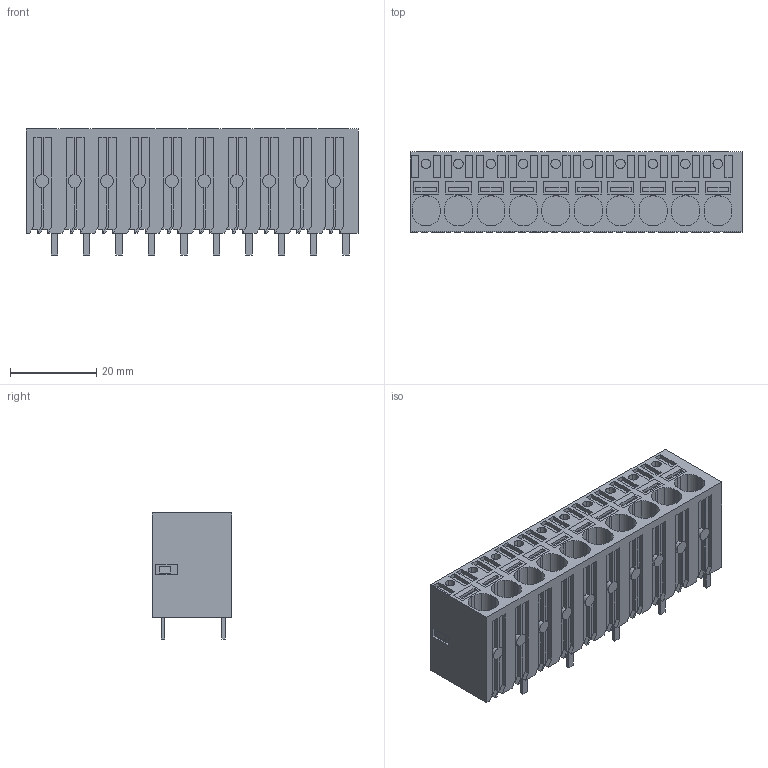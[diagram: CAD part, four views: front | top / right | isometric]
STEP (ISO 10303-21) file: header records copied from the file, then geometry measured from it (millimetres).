
FILE_DESCRIPTION(('CATIA V5 STEP Exchange','CAx-IF Rec.Pracs.--- Model Styling and Organization---1.4--- 2014-01-23'),'2;1');
FILE_NAME ('D1462824_1_2491700000_2491700000.stp','2018-11-19T15:35:01+00:00',('none'),('Weidmueller'),'CATIA Version 5-6 Release 2016 SP3 HF44','CATIA V5 STEP AP214','none');
FILE_SCHEMA(('AUTOMOTIVE_DESIGN { 1 0 10303 214 1 1 1 1 }'));
Length unit declared in the file: millimetre
Products named in the file (1): 2491700000
Bounding box: 76.8 x 18.5 x 29.15 mm (x, y, z)
Volume: 30128.8 mm3; surface area: 12708.1 mm2
Topology: 21 solids, 21 shells, 815 faces, 2111 edges, 1400 vertices
Faces by surface type: plane 695, cylinder 120
Entity records: 23663 total; most frequent: ORIENTED_EDGE 4222, CARTESIAN_POINT 4056, DIRECTION 3165, EDGE_CURVE 2111, VECTOR 1871, LINE 1871, VERTEX_POINT 1400, EDGE_LOOP 877
